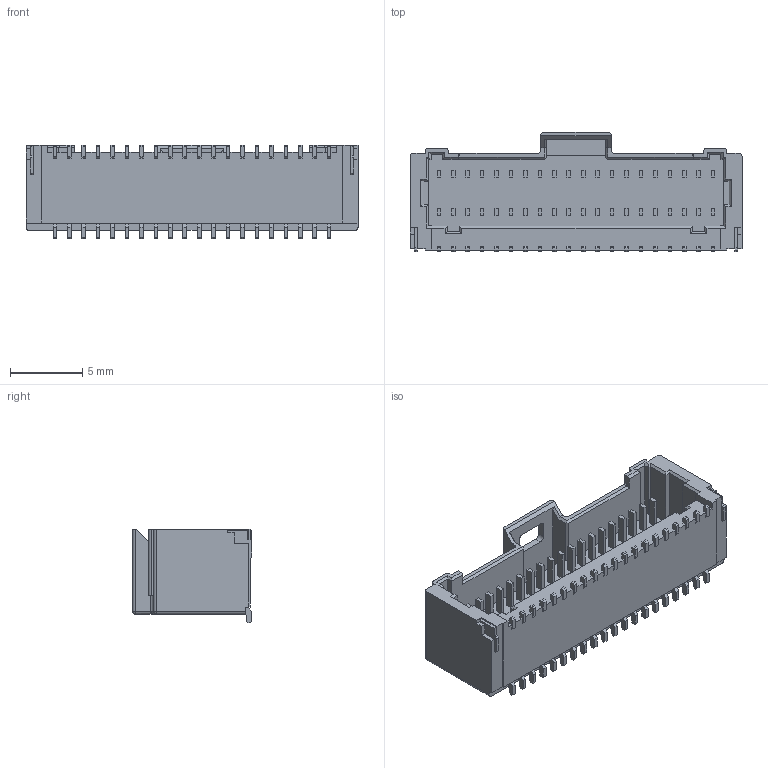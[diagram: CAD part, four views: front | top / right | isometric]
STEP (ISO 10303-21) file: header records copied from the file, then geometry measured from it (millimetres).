
FILE_DESCRIPTION( ( 'STEP AP214' ), '1' );
FILE_NAME( 'psolqas0954046294.stp', '2019-07-15T07:54:04', ( '' ), ( '' ), ' ', 'PARTsolutions', ' ' );
FILE_SCHEMA( ( 'AUTOMOTIVE_DESIGN { 1 0 10303 214 1 1 1 1 }' ) );
Length unit declared in the file: metre
Products named in the file (1): 1
Bounding box: 23 x 8.25 x 6.5 mm (x, y, z)
Volume: 512.6 mm3; surface area: 1045.6 mm2
Topology: 1 solids, 1 shells, 732 faces, 1961 edges, 1291 vertices
Faces by surface type: plane 683, cylinder 43, sphere 4, bspline 2
Entity records: 22518 total; most frequent: CARTESIAN_POINT 4133, ORIENTED_EDGE 3922, DIRECTION 3497, EDGE_CURVE 1961, LINE 1875, VECTOR 1875, VERTEX_POINT 1291, AXIS2_PLACEMENT_3D 811
